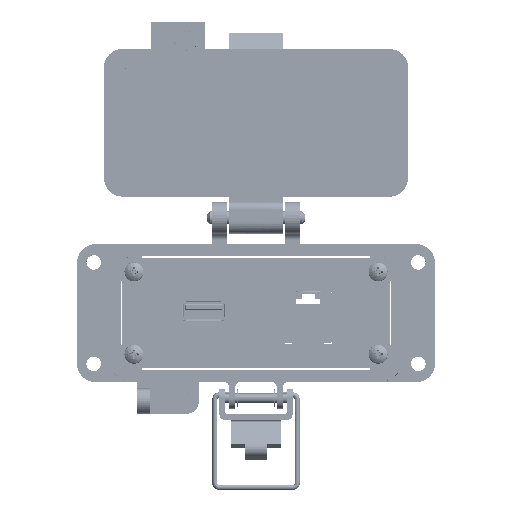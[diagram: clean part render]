
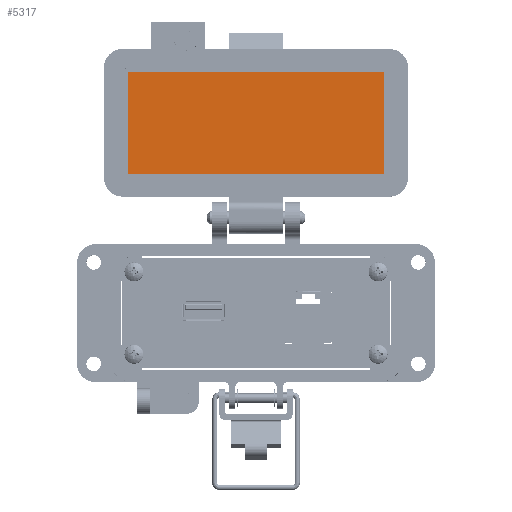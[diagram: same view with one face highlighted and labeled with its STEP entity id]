
A CAD part, top view. The second image highlights one B-rep face of the part: STEP entity #5317.
In plain terms, the highlighted planar face has unit normal (0, 0, 1).
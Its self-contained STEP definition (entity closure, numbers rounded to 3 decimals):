
#5317 = ADVANCED_FACE ( 'NONE', ( #60593 ), #16326, .T. ) ;
#6625 = CARTESIAN_POINT ( 'NONE',  ( -8.5, 67.154, -25.55 ) ) ;
#16326 = PLANE ( 'NONE',  #36284 ) ;
#21166 = CARTESIAN_POINT ( 'NONE',  ( 42., 51.154, -25.55 ) ) ;
#25124 = VERTEX_POINT ( 'NONE', #43024 ) ;
#25931 = LINE ( 'NONE', #57009, #35039 ) ;
#27040 = DIRECTION ( 'NONE',  ( -1., 0., 0. ) ) ;
#28512 = CARTESIAN_POINT ( 'NONE',  ( 40.25, 51.154, -25.55 ) ) ;
#32740 = ORIENTED_EDGE ( 'NONE', *, *, #91433, .F. ) ;
#34188 = LINE ( 'NONE', #85748, #63826 ) ;
#35039 = VECTOR ( 'NONE', #55591, 1000. ) ;
#35070 = CARTESIAN_POINT ( 'NONE',  ( -40.25, 67.154, -25.55 ) ) ;
#35356 = EDGE_CURVE ( 'NONE', #68903, #25124, #34188, .T. ) ;
#36284 = AXIS2_PLACEMENT_3D ( 'NONE', #6625, #65916, #45965 ) ;
#37360 = VERTEX_POINT ( 'NONE', #53514 ) ;
#41202 = EDGE_LOOP ( 'NONE', ( #59365, #43233, #32740, #96105 ) ) ;
#43024 = CARTESIAN_POINT ( 'NONE',  ( 40.25, 83.154, -25.55 ) ) ;
#43233 = ORIENTED_EDGE ( 'NONE', *, *, #48139, .F. ) ;
#45965 = DIRECTION ( 'NONE',  ( 0., -1., 0. ) ) ;
#48139 = EDGE_CURVE ( 'NONE', #37360, #68903, #88550, .T. ) ;
#49474 = VECTOR ( 'NONE', #94376, 1000. ) ;
#53514 = CARTESIAN_POINT ( 'NONE',  ( -40.25, 51.154, -25.55 ) ) ;
#54241 = VERTEX_POINT ( 'NONE', #28512 ) ;
#55591 = DIRECTION ( 'NONE',  ( 0., -1., 0. ) ) ;
#57009 = CARTESIAN_POINT ( 'NONE',  ( 40.25, 67.154, -25.55 ) ) ;
#59365 = ORIENTED_EDGE ( 'NONE', *, *, #35356, .F. ) ;
#60593 = FACE_OUTER_BOUND ( 'NONE', #41202, .T. ) ;
#63826 = VECTOR ( 'NONE', #94429, 1000. ) ;
#65887 = LINE ( 'NONE', #21166, #92799 ) ;
#65916 = DIRECTION ( 'NONE',  ( 0., 0., 1. ) ) ;
#68903 = VERTEX_POINT ( 'NONE', #86596 ) ;
#85748 = CARTESIAN_POINT ( 'NONE',  ( -8.5, 83.154, -25.55 ) ) ;
#86596 = CARTESIAN_POINT ( 'NONE',  ( -40.25, 83.154, -25.55 ) ) ;
#87148 = EDGE_CURVE ( 'NONE', #25124, #54241, #25931, .T. ) ;
#88550 = LINE ( 'NONE', #35070, #49474 ) ;
#91433 = EDGE_CURVE ( 'NONE', #54241, #37360, #65887, .T. ) ;
#92799 = VECTOR ( 'NONE', #27040, 1000. ) ;
#94376 = DIRECTION ( 'NONE',  ( 0., 1., 0. ) ) ;
#94429 = DIRECTION ( 'NONE',  ( 1., 0., 0. ) ) ;
#96105 = ORIENTED_EDGE ( 'NONE', *, *, #87148, .F. ) ;
